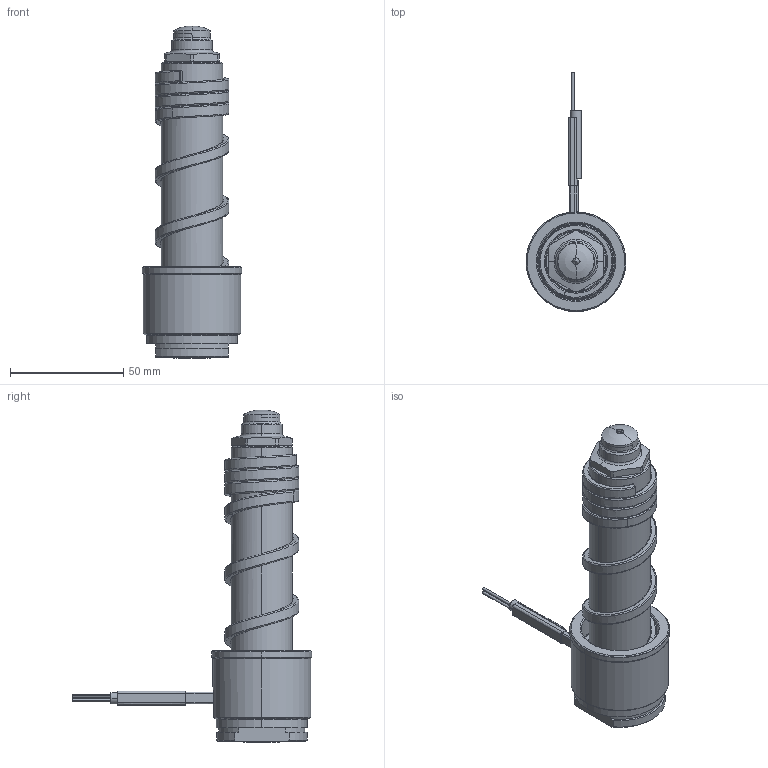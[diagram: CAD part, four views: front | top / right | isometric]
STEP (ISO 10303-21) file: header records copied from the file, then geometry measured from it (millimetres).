
FILE_DESCRIPTION((''),'2;1');
FILE_NAME('EL-146-BES-R','2014-02-25T',('Íàòàëüÿ'),('IMID'),'PRO/ENGINEER BY PARAMETRIC TECHNOLOGY CORPORATION, 2010180','PRO/ENGINEER BY PARAMETRIC TECHNOLOGY CORPORATION, 2010180','');
FILE_SCHEMA(('CONFIG_CONTROL_DESIGN'));
Length unit declared in the file: millimetre
Products named in the file (1): EL-146-BES-R
Bounding box: 44 x 105.5 x 146.3 mm (x, y, z)
Volume: 103972.1 mm3; surface area: 42743.2 mm2
Topology: 1 solids, 9 shells, 329 faces, 813 edges, 483 vertices
Faces by surface type: cylinder 103, cone 64, bspline 53, plane 53, torus 35, revolution 9, extrusion 8, sphere 4
Entity records: 17673 total; most frequent: CARTESIAN_POINT 10175, ORIENTED_EDGE 1582, DIRECTION 1502, EDGE_CURVE 803, AXIS2_PLACEMENT_3D 604, VERTEX_POINT 483, EDGE_LOOP 352, CIRCLE 344
